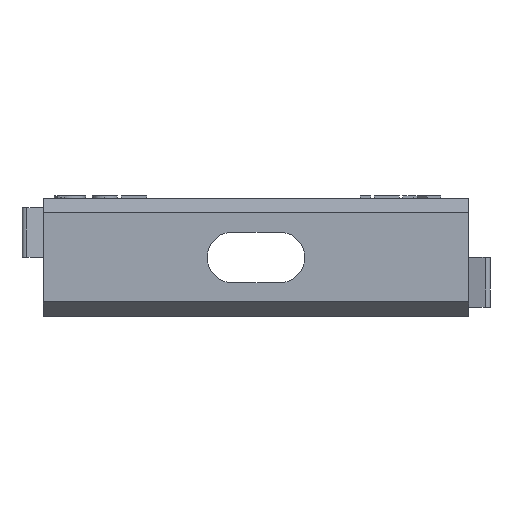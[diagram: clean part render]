
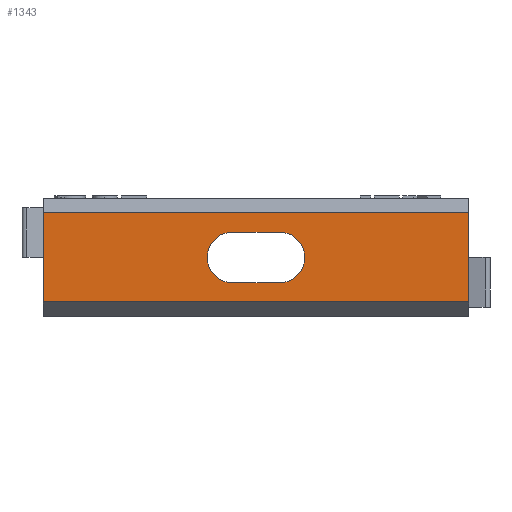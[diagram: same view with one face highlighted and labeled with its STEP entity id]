
A CAD part, front view. The second image highlights one B-rep face of the part: STEP entity #1343.
In plain terms, the highlighted planar face has unit normal (0, -1, 0).
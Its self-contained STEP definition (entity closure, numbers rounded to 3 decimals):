
#76 = LINE ( 'NONE', #3109, #1076 ) ;
#214 = ORIENTED_EDGE ( 'NONE', *, *, #2615, .T. ) ;
#231 = CARTESIAN_POINT ( 'NONE',  ( -2.4, 0., -2.6 ) ) ;
#625 = LINE ( 'NONE', #3251, #5868 ) ;
#664 = CARTESIAN_POINT ( 'NONE',  ( 2.4, 0., 2.6 ) ) ;
#671 = CARTESIAN_POINT ( 'NONE',  ( -2.4, 0., 0. ) ) ;
#707 = DIRECTION ( 'NONE',  ( 1., 0., 0. ) ) ;
#749 = AXIS2_PLACEMENT_3D ( 'NONE', #3308, #4272, #1284 ) ;
#846 = LINE ( 'NONE', #3885, #5945 ) ;
#1076 = VECTOR ( 'NONE', #4037, 1000. ) ;
#1096 = LINE ( 'NONE', #231, #4719 ) ;
#1159 = VERTEX_POINT ( 'NONE', #3059 ) ;
#1194 = DIRECTION ( 'NONE',  ( 0., 0., 1. ) ) ;
#1265 = DIRECTION ( 'NONE',  ( -1., 0., 0. ) ) ;
#1284 = DIRECTION ( 'NONE',  ( 0., 0., 1. ) ) ;
#1299 = VERTEX_POINT ( 'NONE', #3623 ) ;
#1343 = ADVANCED_FACE ( 'NONE', ( #5623, #1729 ), #5693, .F. ) ;
#1435 = EDGE_CURVE ( 'NONE', #1299, #4378, #76, .T. ) ;
#1729 = FACE_BOUND ( 'NONE', #6156, .T. ) ;
#1995 = VECTOR ( 'NONE', #3698, 1000. ) ;
#2036 = ORIENTED_EDGE ( 'NONE', *, *, #3991, .T. ) ;
#2120 = ORIENTED_EDGE ( 'NONE', *, *, #3769, .F. ) ;
#2132 = VERTEX_POINT ( 'NONE', #2245 ) ;
#2245 = CARTESIAN_POINT ( 'NONE',  ( -2.4, 0., -2.6 ) ) ;
#2347 = DIRECTION ( 'NONE',  ( 0., 1., 0. ) ) ;
#2606 = EDGE_LOOP ( 'NONE', ( #214, #6042, #4638, #2120 ) ) ;
#2611 = CIRCLE ( 'NONE', #3534, 2.6 ) ;
#2615 = EDGE_CURVE ( 'NONE', #4997, #1299, #3319, .T. ) ;
#2631 = VERTEX_POINT ( 'NONE', #664 ) ;
#2669 = EDGE_CURVE ( 'NONE', #2862, #2631, #625, .T. ) ;
#2862 = VERTEX_POINT ( 'NONE', #3384 ) ;
#2902 = EDGE_CURVE ( 'NONE', #5981, #4378, #846, .T. ) ;
#3009 = CARTESIAN_POINT ( 'NONE',  ( 21.75, 0., -4.557 ) ) ;
#3059 = CARTESIAN_POINT ( 'NONE',  ( 2.4, 0., -2.6 ) ) ;
#3068 = CIRCLE ( 'NONE', #5248, 2.6 ) ;
#3084 = ORIENTED_EDGE ( 'NONE', *, *, #2669, .T. ) ;
#3109 = CARTESIAN_POINT ( 'NONE',  ( -23.95, 0., -4.557 ) ) ;
#3251 = CARTESIAN_POINT ( 'NONE',  ( -2.4, 0., 2.6 ) ) ;
#3269 = DIRECTION ( 'NONE',  ( 1., 0., 0. ) ) ;
#3308 = CARTESIAN_POINT ( 'NONE',  ( -21.75, 0., 6. ) ) ;
#3319 = LINE ( 'NONE', #5587, #1995 ) ;
#3382 = LINE ( 'NONE', #5650, #5636 ) ;
#3384 = CARTESIAN_POINT ( 'NONE',  ( -2.4, 0., 2.6 ) ) ;
#3534 = AXIS2_PLACEMENT_3D ( 'NONE', #5209, #2347, #5700 ) ;
#3623 = CARTESIAN_POINT ( 'NONE',  ( -21.75, 0., -4.557 ) ) ;
#3698 = DIRECTION ( 'NONE',  ( 0., 0., -1. ) ) ;
#3702 = CARTESIAN_POINT ( 'NONE',  ( -21.75, 0., 4.557 ) ) ;
#3769 = EDGE_CURVE ( 'NONE', #4997, #5981, #3382, .T. ) ;
#3885 = CARTESIAN_POINT ( 'NONE',  ( 21.75, 0., 6. ) ) ;
#3942 = ORIENTED_EDGE ( 'NONE', *, *, #5742, .T. ) ;
#3991 = EDGE_CURVE ( 'NONE', #1159, #2132, #1096, .T. ) ;
#4037 = DIRECTION ( 'NONE',  ( 1., 0., 0. ) ) ;
#4170 = DIRECTION ( 'NONE',  ( 0., 1., 0. ) ) ;
#4272 = DIRECTION ( 'NONE',  ( 0., 1., 0. ) ) ;
#4373 = CARTESIAN_POINT ( 'NONE',  ( 21.75, 0., 4.557 ) ) ;
#4378 = VERTEX_POINT ( 'NONE', #3009 ) ;
#4638 = ORIENTED_EDGE ( 'NONE', *, *, #2902, .F. ) ;
#4719 = VECTOR ( 'NONE', #1265, 1000. ) ;
#4770 = ORIENTED_EDGE ( 'NONE', *, *, #4968, .T. ) ;
#4830 = DIRECTION ( 'NONE',  ( 0., 0., -1. ) ) ;
#4968 = EDGE_CURVE ( 'NONE', #2132, #2862, #3068, .T. ) ;
#4997 = VERTEX_POINT ( 'NONE', #3702 ) ;
#5209 = CARTESIAN_POINT ( 'NONE',  ( 2.4, 0., 0. ) ) ;
#5248 = AXIS2_PLACEMENT_3D ( 'NONE', #671, #4170, #1194 ) ;
#5587 = CARTESIAN_POINT ( 'NONE',  ( -21.75, 0., 6. ) ) ;
#5623 = FACE_OUTER_BOUND ( 'NONE', #2606, .T. ) ;
#5636 = VECTOR ( 'NONE', #3269, 1000. ) ;
#5650 = CARTESIAN_POINT ( 'NONE',  ( -23.95, 0., 4.557 ) ) ;
#5693 = PLANE ( 'NONE',  #749 ) ;
#5700 = DIRECTION ( 'NONE',  ( 0., 0., 1. ) ) ;
#5742 = EDGE_CURVE ( 'NONE', #2631, #1159, #2611, .T. ) ;
#5868 = VECTOR ( 'NONE', #707, 1000. ) ;
#5945 = VECTOR ( 'NONE', #4830, 1000. ) ;
#5981 = VERTEX_POINT ( 'NONE', #4373 ) ;
#6042 = ORIENTED_EDGE ( 'NONE', *, *, #1435, .T. ) ;
#6156 = EDGE_LOOP ( 'NONE', ( #4770, #3084, #3942, #2036 ) ) ;
